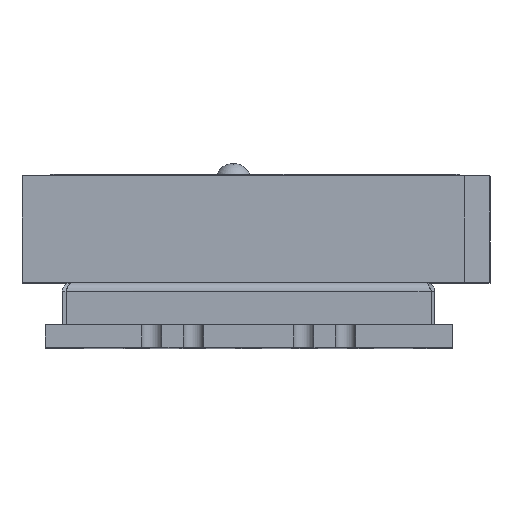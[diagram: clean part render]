
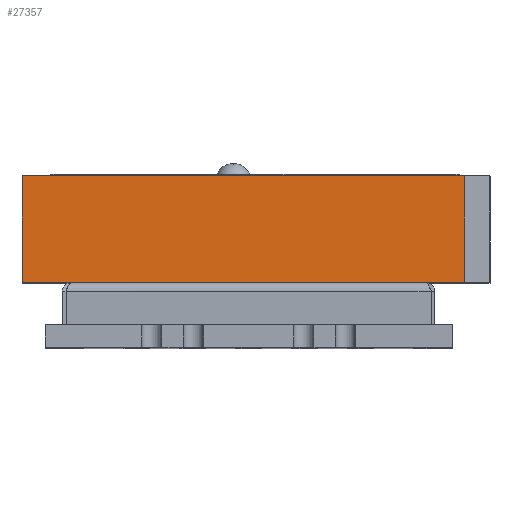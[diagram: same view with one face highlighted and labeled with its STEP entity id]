
A CAD part, top view. The second image highlights one B-rep face of the part: STEP entity #27357.
In plain terms, the highlighted planar face has unit normal (0, 0, 1).
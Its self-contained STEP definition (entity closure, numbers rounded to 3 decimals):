
#2170 = CARTESIAN_POINT ( 'NONE',  ( 8.49, 2.55, 13.9 ) ) ;
#3066 = ORIENTED_EDGE ( 'NONE', *, *, #22199, .T. ) ;
#3616 = CARTESIAN_POINT ( 'NONE',  ( -8.91, 2.55, 13.9 ) ) ;
#4135 = CARTESIAN_POINT ( 'NONE',  ( 8.49, 2.55, 13.9 ) ) ;
#4591 = LINE ( 'NONE', #11161, #32551 ) ;
#7634 = ORIENTED_EDGE ( 'NONE', *, *, #39266, .F. ) ;
#9040 = PLANE ( 'NONE',  #12120 ) ;
#10418 = EDGE_CURVE ( 'NONE', #40503, #19326, #30001, .T. ) ;
#10926 = VECTOR ( 'NONE', #42146, 1000. ) ;
#11161 = CARTESIAN_POINT ( 'NONE',  ( 0.29, 2.55, 13.9 ) ) ;
#12009 = LINE ( 'NONE', #2170, #10926 ) ;
#12120 = AXIS2_PLACEMENT_3D ( 'NONE', #28473, #35252, #22355 ) ;
#13929 = ORIENTED_EDGE ( 'NONE', *, *, #10418, .T. ) ;
#14062 = CARTESIAN_POINT ( 'NONE',  ( -8.91, 6.75, 13.9 ) ) ;
#16930 = DIRECTION ( 'NONE',  ( 0., 1., 0. ) ) ;
#19326 = VERTEX_POINT ( 'NONE', #40329 ) ;
#21068 = CARTESIAN_POINT ( 'NONE',  ( 8.49, 6.75, 13.9 ) ) ;
#22065 = EDGE_CURVE ( 'NONE', #37898, #36862, #4591, .T. ) ;
#22199 = EDGE_CURVE ( 'NONE', #36862, #40503, #12009, .T. ) ;
#22355 = DIRECTION ( 'NONE',  ( 1., 0., 0. ) ) ;
#27357 = ADVANCED_FACE ( 'NONE', ( #35906 ), #9040, .T. ) ;
#27909 = VECTOR ( 'NONE', #16930, 1000. ) ;
#28473 = CARTESIAN_POINT ( 'NONE',  ( -8.91, 2.55, 13.9 ) ) ;
#28525 = EDGE_LOOP ( 'NONE', ( #13929, #7634, #38534, #3066 ) ) ;
#30001 = LINE ( 'NONE', #14062, #36037 ) ;
#32551 = VECTOR ( 'NONE', #41276, 1000. ) ;
#33534 = LINE ( 'NONE', #3616, #27909 ) ;
#35252 = DIRECTION ( 'NONE',  ( 0., 0., 1. ) ) ;
#35906 = FACE_OUTER_BOUND ( 'NONE', #28525, .T. ) ;
#36037 = VECTOR ( 'NONE', #40060, 1000. ) ;
#36862 = VERTEX_POINT ( 'NONE', #4135 ) ;
#37898 = VERTEX_POINT ( 'NONE', #41677 ) ;
#38534 = ORIENTED_EDGE ( 'NONE', *, *, #22065, .T. ) ;
#39266 = EDGE_CURVE ( 'NONE', #37898, #19326, #33534, .T. ) ;
#40060 = DIRECTION ( 'NONE',  ( -1., 0., 0. ) ) ;
#40329 = CARTESIAN_POINT ( 'NONE',  ( -8.91, 6.75, 13.9 ) ) ;
#40503 = VERTEX_POINT ( 'NONE', #21068 ) ;
#41276 = DIRECTION ( 'NONE',  ( 1., 0., 0. ) ) ;
#41677 = CARTESIAN_POINT ( 'NONE',  ( -8.91, 2.55, 13.9 ) ) ;
#42146 = DIRECTION ( 'NONE',  ( 0., 1., 0. ) ) ;
